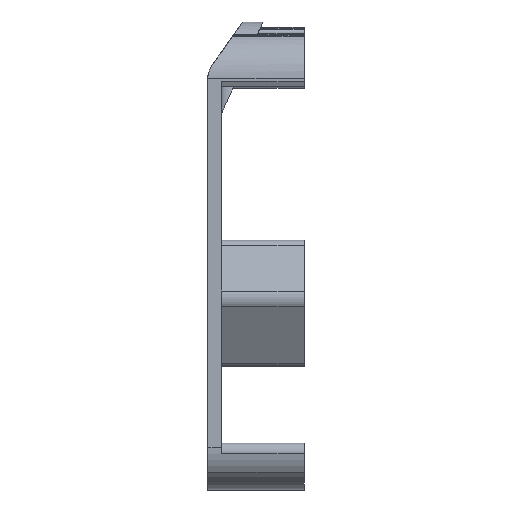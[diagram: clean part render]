
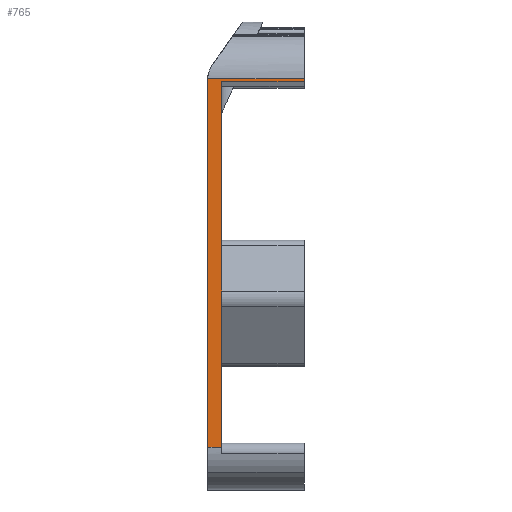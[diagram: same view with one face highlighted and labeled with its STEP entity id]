
A CAD part, left-side view. The second image highlights one B-rep face of the part: STEP entity #765.
In plain terms, the highlighted planar face has unit normal (-1, 0, 0).
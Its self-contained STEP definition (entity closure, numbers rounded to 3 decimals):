
#12 = CARTESIAN_POINT ( 'NONE',  ( 50.155, -18., 45.553 ) ) ;
#56 = EDGE_CURVE ( 'NONE', #1923, #589, #2425, .T. ) ;
#63 = CARTESIAN_POINT ( 'NONE',  ( 50.155, 3., 52.202 ) ) ;
#85 = CARTESIAN_POINT ( 'NONE',  ( 50.155, 3., -34.693 ) ) ;
#100 = VERTEX_POINT ( 'NONE', #1818 ) ;
#198 = AXIS2_PLACEMENT_3D ( 'NONE', #2567, #1787, #2258 ) ;
#215 = CARTESIAN_POINT ( 'NONE',  ( 50.155, -18., 44.903 ) ) ;
#291 = FACE_OUTER_BOUND ( 'NONE', #2582, .T. ) ;
#363 = ORIENTED_EDGE ( 'NONE', *, *, #799, .F. ) ;
#548 = CARTESIAN_POINT ( 'NONE',  ( 50.155, 3., -34.693 ) ) ;
#566 = VERTEX_POINT ( 'NONE', #215 ) ;
#589 = VERTEX_POINT ( 'NONE', #2305 ) ;
#597 = EDGE_CURVE ( 'NONE', #566, #1041, #2483, .T. ) ;
#637 = DIRECTION ( 'NONE',  ( 0., 1., 0. ) ) ;
#760 = DIRECTION ( 'NONE',  ( 0., 0., 1. ) ) ;
#765 = ADVANCED_FACE ( 'NONE', ( #291 ), #1494, .F. ) ;
#799 = EDGE_CURVE ( 'NONE', #100, #2300, #1915, .T. ) ;
#826 = CARTESIAN_POINT ( 'NONE',  ( 50.155, -18., 0. ) ) ;
#837 = VECTOR ( 'NONE', #897, 1000. ) ;
#844 = LINE ( 'NONE', #12, #1447 ) ;
#897 = DIRECTION ( 'NONE',  ( 0., 1., 0. ) ) ;
#919 = ORIENTED_EDGE ( 'NONE', *, *, #1883, .F. ) ;
#1022 = VECTOR ( 'NONE', #760, 1000. ) ;
#1024 = VERTEX_POINT ( 'NONE', #1999 ) ;
#1041 = VERTEX_POINT ( 'NONE', #2416 ) ;
#1261 = DIRECTION ( 'NONE',  ( 0., 0., -1. ) ) ;
#1287 = CARTESIAN_POINT ( 'NONE',  ( 50.155, 3., 45.511 ) ) ;
#1364 = LINE ( 'NONE', #1390, #1022 ) ;
#1390 = CARTESIAN_POINT ( 'NONE',  ( 50.155, 0., 0. ) ) ;
#1397 = ORIENTED_EDGE ( 'NONE', *, *, #597, .F. ) ;
#1447 = VECTOR ( 'NONE', #1632, 1000. ) ;
#1455 = CARTESIAN_POINT ( 'NONE',  ( 50.155, 43.427, 44.903 ) ) ;
#1494 = PLANE ( 'NONE',  #2385 ) ;
#1632 = DIRECTION ( 'NONE',  ( 0., -1., 0. ) ) ;
#1674 = DIRECTION ( 'NONE',  ( 0., 0., 1. ) ) ;
#1754 = DIRECTION ( 'NONE',  ( 1., 0., 0. ) ) ;
#1787 = DIRECTION ( 'NONE',  ( 1., 0., 0. ) ) ;
#1811 = VECTOR ( 'NONE', #1261, 1000. ) ;
#1818 = CARTESIAN_POINT ( 'NONE',  ( 50.155, 0., -34.693 ) ) ;
#1883 = EDGE_CURVE ( 'NONE', #2300, #1923, #2077, .T. ) ;
#1884 = VECTOR ( 'NONE', #1674, 1000. ) ;
#1914 = ORIENTED_EDGE ( 'NONE', *, *, #56, .F. ) ;
#1915 = LINE ( 'NONE', #85, #837 ) ;
#1923 = VERTEX_POINT ( 'NONE', #1287 ) ;
#1937 = EDGE_CURVE ( 'NONE', #589, #1024, #844, .T. ) ;
#1999 = CARTESIAN_POINT ( 'NONE',  ( 50.155, -18., 45.553 ) ) ;
#2077 = LINE ( 'NONE', #63, #1884 ) ;
#2123 = CARTESIAN_POINT ( 'NONE',  ( 50.155, -18., 52.202 ) ) ;
#2167 = DIRECTION ( 'NONE',  ( 0., 0., 1. ) ) ;
#2202 = EDGE_CURVE ( 'NONE', #100, #1041, #1364, .T. ) ;
#2258 = DIRECTION ( 'NONE',  ( 0., 0., 1. ) ) ;
#2300 = VERTEX_POINT ( 'NONE', #548 ) ;
#2305 = CARTESIAN_POINT ( 'NONE',  ( 50.155, 3., 45.553 ) ) ;
#2365 = ORIENTED_EDGE ( 'NONE', *, *, #2619, .F. ) ;
#2366 = ORIENTED_EDGE ( 'NONE', *, *, #1937, .F. ) ;
#2385 = AXIS2_PLACEMENT_3D ( 'NONE', #2123, #1754, #2167 ) ;
#2416 = CARTESIAN_POINT ( 'NONE',  ( 50.155, 0., 44.903 ) ) ;
#2425 = CIRCLE ( 'NONE', #198, 5. ) ;
#2483 = LINE ( 'NONE', #1455, #2509 ) ;
#2507 = LINE ( 'NONE', #826, #1811 ) ;
#2509 = VECTOR ( 'NONE', #637, 1000. ) ;
#2567 = CARTESIAN_POINT ( 'NONE',  ( 50.155, -2., 45.511 ) ) ;
#2582 = EDGE_LOOP ( 'NONE', ( #919, #363, #2637, #1397, #2365, #2366, #1914 ) ) ;
#2619 = EDGE_CURVE ( 'NONE', #1024, #566, #2507, .T. ) ;
#2637 = ORIENTED_EDGE ( 'NONE', *, *, #2202, .T. ) ;
